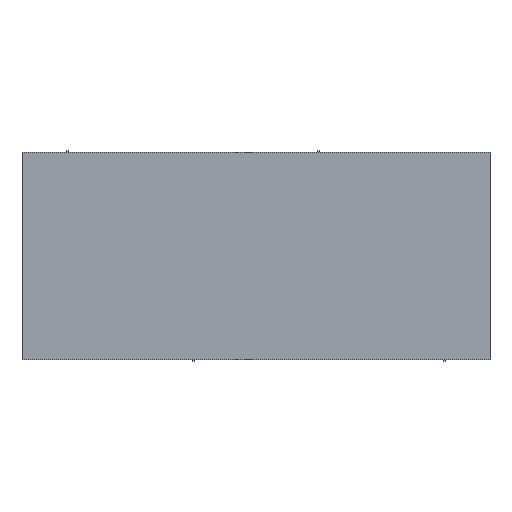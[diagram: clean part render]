
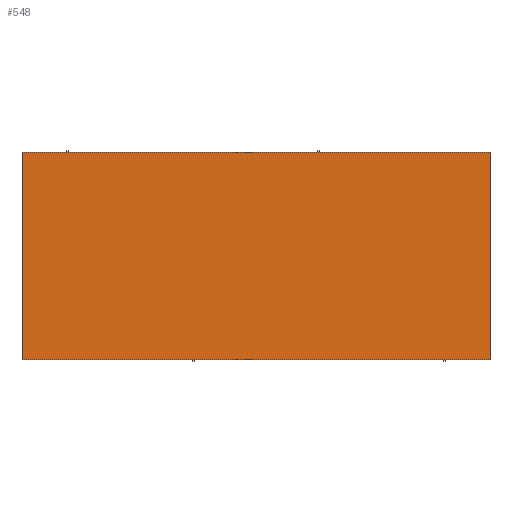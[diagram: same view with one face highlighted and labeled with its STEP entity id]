
A CAD part, top view. The second image highlights one B-rep face of the part: STEP entity #548.
In plain terms, the highlighted planar face has unit normal (0, 0, 1).
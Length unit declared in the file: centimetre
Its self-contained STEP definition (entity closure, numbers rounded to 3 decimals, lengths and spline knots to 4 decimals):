
#548=ADVANCED_FACE('',(#698),#3926,.T.);
#698=FACE_OUTER_BOUND('',#848,.T.);
#848=EDGE_LOOP('',(#1336,#1337,#1338,#1339));
#1336=ORIENTED_EDGE('',*,*,#2068,.T.);
#1337=ORIENTED_EDGE('',*,*,#2069,.T.);
#1338=ORIENTED_EDGE('',*,*,#2070,.T.);
#1339=ORIENTED_EDGE('',*,*,#2071,.T.);
#2068=EDGE_CURVE('',#3532,#3533,#2800,.T.);
#2069=EDGE_CURVE('',#3533,#3534,#2801,.T.);
#2070=EDGE_CURVE('',#3534,#3535,#2802,.T.);
#2071=EDGE_CURVE('',#3535,#3532,#2803,.T.);
#2800=B_SPLINE_CURVE_WITH_KNOTS('',1,(#5702,#5703),.UNSPECIFIED.,.F.,.F.,
(2,2),(0.,240.),.UNSPECIFIED.);
#2801=B_SPLINE_CURVE_WITH_KNOTS('',1,(#5704,#5705),.UNSPECIFIED.,.F.,.F.,
(2,2),(0.,106.4),.UNSPECIFIED.);
#2802=B_SPLINE_CURVE_WITH_KNOTS('',1,(#5706,#5707),.UNSPECIFIED.,.F.,.F.,
(2,2),(0.,240.),.UNSPECIFIED.);
#2803=B_SPLINE_CURVE_WITH_KNOTS('',1,(#5708,#5709),.UNSPECIFIED.,.F.,.F.,
(2,2),(0.,106.4),.UNSPECIFIED.);
#3532=VERTEX_POINT('',#5698);
#3533=VERTEX_POINT('',#5699);
#3534=VERTEX_POINT('',#5700);
#3535=VERTEX_POINT('',#5701);
#3926=PLANE('',#4117);
#4117=AXIS2_PLACEMENT_3D('',#5697,#4273,$);
#4273=DIRECTION('',(0.,0.,1.));
#5697=CARTESIAN_POINT('',(-111.7196,-9.852,72.));
#5698=CARTESIAN_POINT('',(-87.7076,0.8,72.));
#5699=CARTESIAN_POINT('',(152.2924,0.8,72.));
#5700=CARTESIAN_POINT('',(152.2924,107.2,72.));
#5701=CARTESIAN_POINT('',(-87.7076,107.2,72.));
#5702=CARTESIAN_POINT('',(-87.7076,0.8,72.));
#5703=CARTESIAN_POINT('',(152.2924,0.8,72.));
#5704=CARTESIAN_POINT('',(152.2924,0.8,72.));
#5705=CARTESIAN_POINT('',(152.2924,107.2,72.));
#5706=CARTESIAN_POINT('',(152.2924,107.2,72.));
#5707=CARTESIAN_POINT('',(-87.7076,107.2,72.));
#5708=CARTESIAN_POINT('',(-87.7076,107.2,72.));
#5709=CARTESIAN_POINT('',(-87.7076,0.8,72.));
